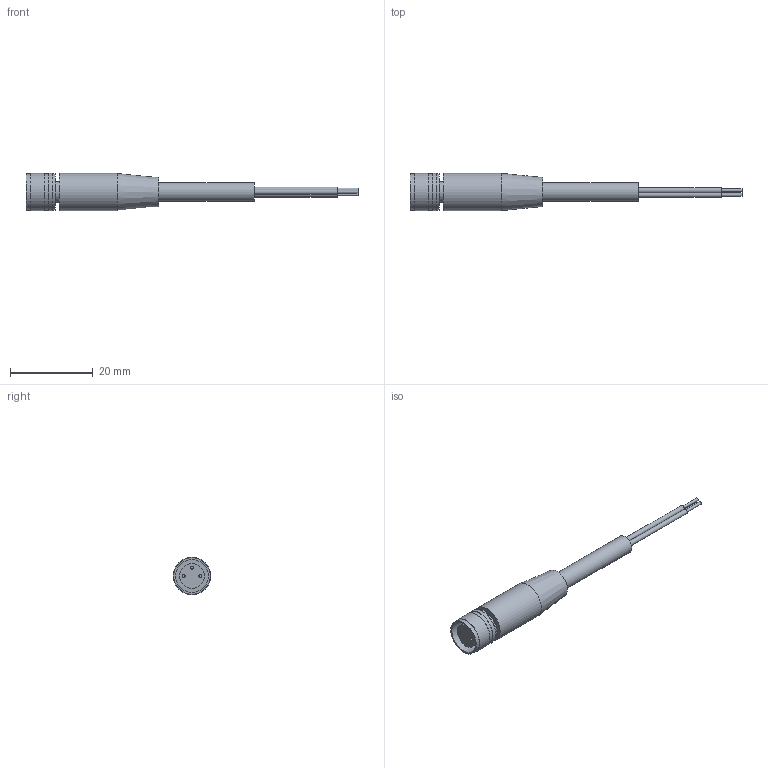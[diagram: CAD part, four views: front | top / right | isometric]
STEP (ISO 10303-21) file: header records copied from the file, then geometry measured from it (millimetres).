
FILE_DESCRIPTION(/* description */ (''),/* implementation_level */ '2;1');
FILE_NAME(/* name */ 'CAD_8147.stp',/* time_stamp */ '2016-05-07T10:29:55+02:00',/* author */ ('Hypex'),/* organization */ ('Hypex'),/* preprocessor_version */ 'ST-DEVELOPER v16.1',/* originating_system */ 'Autodesk Inventor 2016',/* authorisation */ '');
FILE_SCHEMA (('AUTOMOTIVE_DESIGN { 1 0 10303 214 3 1 1 }'));
Length unit declared in the file: millimetre
Products named in the file (1): CAD_8147
Bounding box: 80.12 x 9 x 9 mm (x, y, z)
Volume: 2134.9 mm3; surface area: 1924 mm2
Topology: 1 solids, 1 shells, 44 faces, 65 edges, 39 vertices
Faces by surface type: cylinder 22, plane 21, cone 1
Full cylindrical faces by diameter (mm): 0.7 x6, 4.5 x1, 5 x1, 6 x1, 8 x1, 8.8 x3, 9 x3
Entity records: 961 total; most frequent: DIRECTION 183, CARTESIAN_POINT 132, ORIENTED_EDGE 102, AXIS2_PLACEMENT_3D 90, EDGE_LOOP 77, EDGE_CURVE 48, CIRCLE 45, FACE_OUTER_BOUND 44
